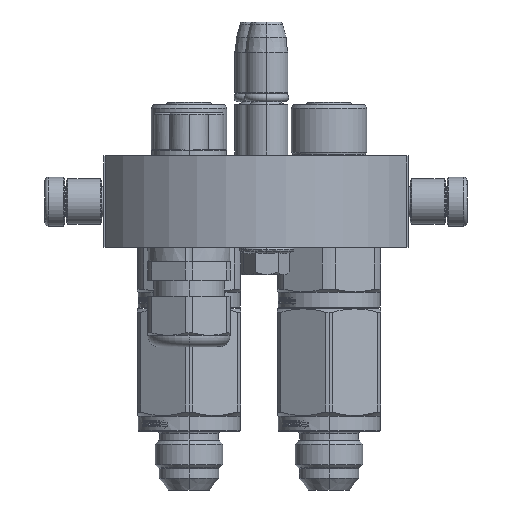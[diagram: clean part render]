
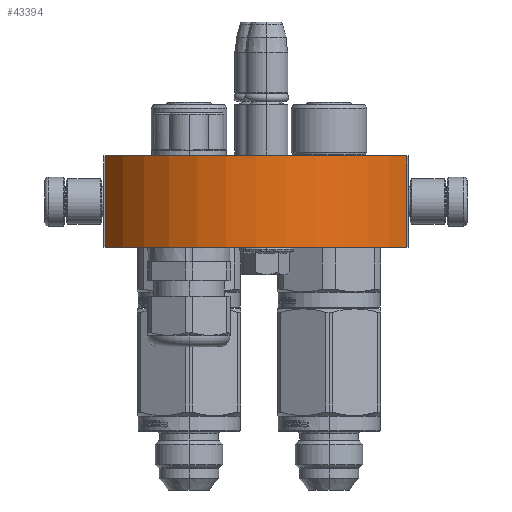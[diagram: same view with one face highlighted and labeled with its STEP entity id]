
A CAD part, left-side view. The second image highlights one B-rep face of the part: STEP entity #43394.
In plain terms, the highlighted cylindrical face has radius 57.25 mm (diameter 114.5 mm), a partial arc.
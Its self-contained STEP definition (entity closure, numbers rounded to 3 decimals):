
#366 = AXIS2_PLACEMENT_3D ( 'NONE', #61502, #56983, #8505 ) ;
#1003 = CARTESIAN_POINT ( 'NONE',  ( 0., 0., 0. ) ) ;
#2921 = AXIS2_PLACEMENT_3D ( 'NONE', #45506, #45978, #35516 ) ;
#7195 = EDGE_CURVE ( 'NONE', #45594, #12740, #10901, .T. ) ;
#8505 = DIRECTION ( 'NONE',  ( 0.865, 0., -0.502 ) ) ;
#10127 = CARTESIAN_POINT ( 'NONE',  ( 49.5, 0., -28.763 ) ) ;
#10901 = CIRCLE ( 'NONE', #366, 57.25 ) ;
#12740 = VERTEX_POINT ( 'NONE', #61706 ) ;
#14752 = ORIENTED_EDGE ( 'NONE', *, *, #7195, .T. ) ;
#14955 = VECTOR ( 'NONE', #21799, 1000. ) ;
#15160 = ORIENTED_EDGE ( 'NONE', *, *, #34447, .T. ) ;
#16761 = EDGE_LOOP ( 'NONE', ( #67586, #60761, #14752, #15160 ) ) ;
#21337 = CARTESIAN_POINT ( 'NONE',  ( -49.5, 0., -28.763 ) ) ;
#21799 = DIRECTION ( 'NONE',  ( 0., 1., 0. ) ) ;
#25285 = DIRECTION ( 'NONE',  ( 0., 1., 0. ) ) ;
#26851 = CARTESIAN_POINT ( 'NONE',  ( -49.5, 30., -28.763 ) ) ;
#28123 = EDGE_CURVE ( 'NONE', #35628, #34872, #58744, .T. ) ;
#29353 = CYLINDRICAL_SURFACE ( 'NONE', #57499, 57.25 ) ;
#29485 = EDGE_CURVE ( 'NONE', #45594, #35628, #65120, .T. ) ;
#31588 = CARTESIAN_POINT ( 'NONE',  ( 49.5, 30., -28.763 ) ) ;
#34447 = EDGE_CURVE ( 'NONE', #12740, #34872, #69462, .T. ) ;
#34872 = VERTEX_POINT ( 'NONE', #26851 ) ;
#35516 = DIRECTION ( 'NONE',  ( 0.865, 0., -0.502 ) ) ;
#35628 = VERTEX_POINT ( 'NONE', #31588 ) ;
#38568 = DIRECTION ( 'NONE',  ( 0., -1., 0. ) ) ;
#41483 = CARTESIAN_POINT ( 'NONE',  ( 49.5, 0., -28.763 ) ) ;
#43394 = ADVANCED_FACE ( 'NONE', ( #61236 ), #29353, .T. ) ;
#45506 = CARTESIAN_POINT ( 'NONE',  ( 0., 30., 0. ) ) ;
#45594 = VERTEX_POINT ( 'NONE', #10127 ) ;
#45978 = DIRECTION ( 'NONE',  ( 0., 1., 0. ) ) ;
#49503 = DIRECTION ( 'NONE',  ( 1., 0., 0. ) ) ;
#56983 = DIRECTION ( 'NONE',  ( 0., 1., 0. ) ) ;
#57499 = AXIS2_PLACEMENT_3D ( 'NONE', #1003, #38568, #49503 ) ;
#58744 = CIRCLE ( 'NONE', #2921, 57.25 ) ;
#60761 = ORIENTED_EDGE ( 'NONE', *, *, #29485, .F. ) ;
#61236 = FACE_OUTER_BOUND ( 'NONE', #16761, .T. ) ;
#61502 = CARTESIAN_POINT ( 'NONE',  ( 0., 0., 0. ) ) ;
#61706 = CARTESIAN_POINT ( 'NONE',  ( -49.5, 0., -28.763 ) ) ;
#65120 = LINE ( 'NONE', #41483, #68490 ) ;
#67586 = ORIENTED_EDGE ( 'NONE', *, *, #28123, .F. ) ;
#68490 = VECTOR ( 'NONE', #25285, 1000. ) ;
#69462 = LINE ( 'NONE', #21337, #14955 ) ;
